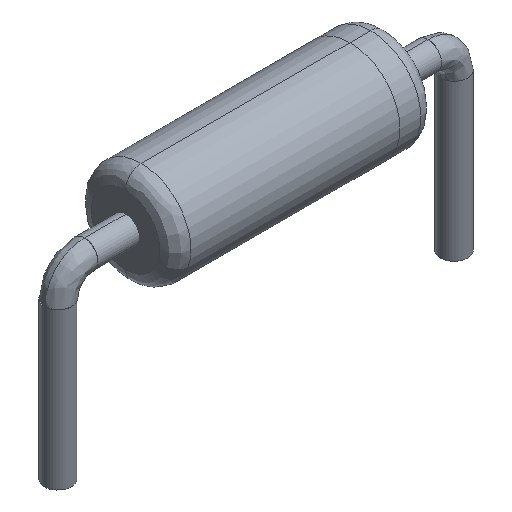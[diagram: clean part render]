
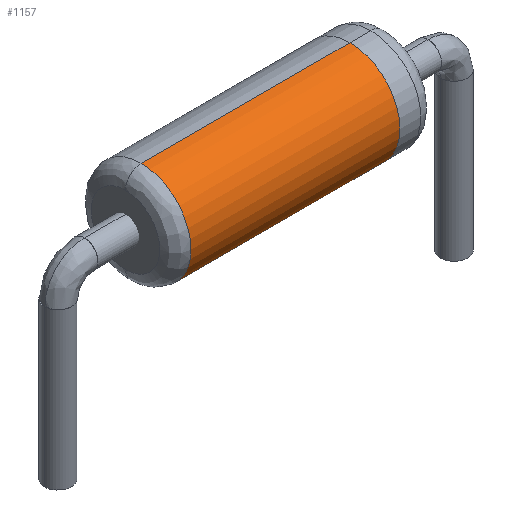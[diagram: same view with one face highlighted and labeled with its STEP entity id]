
A CAD part, isometric view. The second image highlights one B-rep face of the part: STEP entity #1157.
In plain terms, the highlighted cylindrical face has radius 0.96 mm (diameter 1.92 mm), a partial arc.
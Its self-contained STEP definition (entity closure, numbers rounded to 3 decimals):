
#55 = DIRECTION ( 'NONE',  ( 0., 0., -1. ) ) ;
#70 = CARTESIAN_POINT ( 'NONE',  ( 1.3, 0., 0.54 ) ) ;
#73 = VERTEX_POINT ( 'NONE', #1682 ) ;
#90 = ORIENTED_EDGE ( 'NONE', *, *, #638, .F. ) ;
#179 = CARTESIAN_POINT ( 'NONE',  ( 1.6, 0., 2.46 ) ) ;
#189 = LINE ( 'NONE', #786, #644 ) ;
#217 = CIRCLE ( 'NONE', #1967, 0.96 ) ;
#251 = EDGE_LOOP ( 'NONE', ( #90, #894, #1634, #1506 ) ) ;
#278 = DIRECTION ( 'NONE',  ( 1., 0., 0. ) ) ;
#297 = VERTEX_POINT ( 'NONE', #179 ) ;
#405 = VERTEX_POINT ( 'NONE', #505 ) ;
#505 = CARTESIAN_POINT ( 'NONE',  ( 5.62, 0., 2.46 ) ) ;
#567 = DIRECTION ( 'NONE',  ( 0., 0., -1. ) ) ;
#616 = EDGE_CURVE ( 'NONE', #73, #405, #1487, .T. ) ;
#618 = FACE_OUTER_BOUND ( 'NONE', #251, .T. ) ;
#619 = CARTESIAN_POINT ( 'NONE',  ( 1.6, 0., 1.5 ) ) ;
#638 = EDGE_CURVE ( 'NONE', #297, #405, #189, .T. ) ;
#644 = VECTOR ( 'NONE', #952, 1000. ) ;
#678 = EDGE_CURVE ( 'NONE', #297, #1975, #217, .T. ) ;
#746 = EDGE_CURVE ( 'NONE', #1975, #73, #917, .T. ) ;
#767 = AXIS2_PLACEMENT_3D ( 'NONE', #1981, #278, #567 ) ;
#786 = CARTESIAN_POINT ( 'NONE',  ( 1.3, 0., 2.46 ) ) ;
#819 = CARTESIAN_POINT ( 'NONE',  ( 5.62, 0., 1.5 ) ) ;
#861 = CYLINDRICAL_SURFACE ( 'NONE', #767, 0.96 ) ;
#894 = ORIENTED_EDGE ( 'NONE', *, *, #678, .T. ) ;
#917 = LINE ( 'NONE', #70, #1167 ) ;
#952 = DIRECTION ( 'NONE',  ( 1., 0., 0. ) ) ;
#1157 = ADVANCED_FACE ( 'NONE', ( #618 ), #861, .T. ) ;
#1167 = VECTOR ( 'NONE', #1927, 1000. ) ;
#1245 = DIRECTION ( 'NONE',  ( 1., 0., 0. ) ) ;
#1247 = DIRECTION ( 'NONE',  ( -1., 0., 0. ) ) ;
#1314 = CARTESIAN_POINT ( 'NONE',  ( 1.6, 0., 0.54 ) ) ;
#1410 = DIRECTION ( 'NONE',  ( 0., 0., -1. ) ) ;
#1487 = CIRCLE ( 'NONE', #1505, 0.96 ) ;
#1505 = AXIS2_PLACEMENT_3D ( 'NONE', #819, #1247, #1410 ) ;
#1506 = ORIENTED_EDGE ( 'NONE', *, *, #616, .T. ) ;
#1634 = ORIENTED_EDGE ( 'NONE', *, *, #746, .T. ) ;
#1682 = CARTESIAN_POINT ( 'NONE',  ( 5.62, 0., 0.54 ) ) ;
#1927 = DIRECTION ( 'NONE',  ( 1., 0., 0. ) ) ;
#1967 = AXIS2_PLACEMENT_3D ( 'NONE', #619, #1245, #55 ) ;
#1975 = VERTEX_POINT ( 'NONE', #1314 ) ;
#1981 = CARTESIAN_POINT ( 'NONE',  ( 1.3, 0., 1.5 ) ) ;
